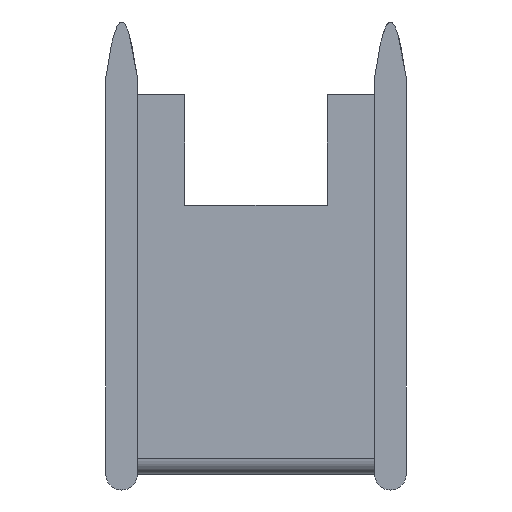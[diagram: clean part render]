
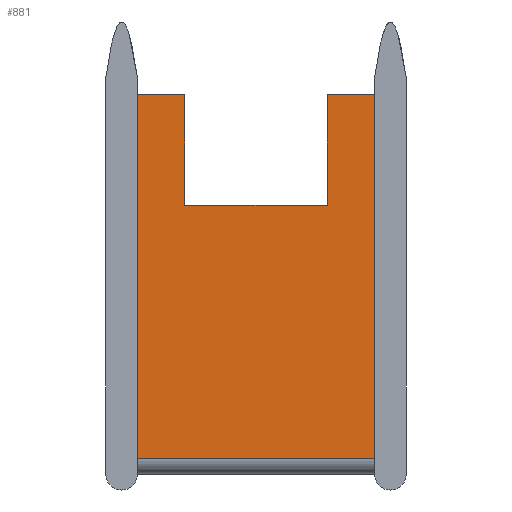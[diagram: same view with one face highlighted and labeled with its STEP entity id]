
A CAD part, front view. The second image highlights one B-rep face of the part: STEP entity #881.
In plain terms, the highlighted planar face has unit normal (0, -1, 0).
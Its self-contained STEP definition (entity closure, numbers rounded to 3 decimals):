
#7 = DIRECTION ( 'NONE',  ( 1., 0., 0. ) ) ;
#20 = ORIENTED_EDGE ( 'NONE', *, *, #1058, .F. ) ;
#49 = EDGE_LOOP ( 'NONE', ( #753, #812, #223, #20, #962, #286, #1015, #356 ) ) ;
#55 = EDGE_CURVE ( 'NONE', #642, #1074, #851, .T. ) ;
#59 = VECTOR ( 'NONE', #782, 1000. ) ;
#66 = VERTEX_POINT ( 'NONE', #594 ) ;
#70 = CARTESIAN_POINT ( 'NONE',  ( 0., 0., -1200. ) ) ;
#77 = LINE ( 'NONE', #269, #1098 ) ;
#92 = CARTESIAN_POINT ( 'NONE',  ( 600., 0., 0. ) ) ;
#93 = LINE ( 'NONE', #180, #59 ) ;
#108 = AXIS2_PLACEMENT_3D ( 'NONE', #70, #158, #1130 ) ;
#132 = VERTEX_POINT ( 'NONE', #865 ) ;
#134 = LINE ( 'NONE', #292, #957 ) ;
#146 = EDGE_CURVE ( 'NONE', #262, #66, #93, .T. ) ;
#158 = DIRECTION ( 'NONE',  ( 0., -1., 0. ) ) ;
#166 = EDGE_CURVE ( 'NONE', #132, #642, #429, .T. ) ;
#180 = CARTESIAN_POINT ( 'NONE',  ( 0., 0., -350. ) ) ;
#192 = LINE ( 'NONE', #633, #242 ) ;
#204 = VECTOR ( 'NONE', #7, 1000. ) ;
#223 = ORIENTED_EDGE ( 'NONE', *, *, #478, .F. ) ;
#240 = CARTESIAN_POINT ( 'NONE',  ( 750., 0., -1200. ) ) ;
#242 = VECTOR ( 'NONE', #534, 1000. ) ;
#262 = VERTEX_POINT ( 'NONE', #905 ) ;
#269 = CARTESIAN_POINT ( 'NONE',  ( 0., 0., 0. ) ) ;
#286 = ORIENTED_EDGE ( 'NONE', *, *, #166, .T. ) ;
#292 = CARTESIAN_POINT ( 'NONE',  ( 0., 0., 0. ) ) ;
#356 = ORIENTED_EDGE ( 'NONE', *, *, #360, .F. ) ;
#360 = EDGE_CURVE ( 'NONE', #661, #1074, #134, .T. ) ;
#411 = VECTOR ( 'NONE', #665, 1000. ) ;
#429 = LINE ( 'NONE', #440, #204 ) ;
#440 = CARTESIAN_POINT ( 'NONE',  ( 0., 0., -1150. ) ) ;
#465 = CARTESIAN_POINT ( 'NONE',  ( 600., 0., -1200. ) ) ;
#478 = EDGE_CURVE ( 'NONE', #483, #262, #573, .T. ) ;
#483 = VERTEX_POINT ( 'NONE', #1104 ) ;
#502 = DIRECTION ( 'NONE',  ( 0., 0., 1. ) ) ;
#534 = DIRECTION ( 'NONE',  ( 0., 0., 1. ) ) ;
#573 = LINE ( 'NONE', #755, #411 ) ;
#583 = VERTEX_POINT ( 'NONE', #808 ) ;
#594 = CARTESIAN_POINT ( 'NONE',  ( 600., 0., -350. ) ) ;
#605 = DIRECTION ( 'NONE',  ( 1., 0., 0. ) ) ;
#620 = EDGE_CURVE ( 'NONE', #132, #583, #192, .T. ) ;
#633 = CARTESIAN_POINT ( 'NONE',  ( 0., 0., -1200. ) ) ;
#642 = VERTEX_POINT ( 'NONE', #952 ) ;
#661 = VERTEX_POINT ( 'NONE', #92 ) ;
#665 = DIRECTION ( 'NONE',  ( 0., 0., -1. ) ) ;
#750 = EDGE_CURVE ( 'NONE', #66, #661, #1023, .T. ) ;
#753 = ORIENTED_EDGE ( 'NONE', *, *, #750, .F. ) ;
#755 = CARTESIAN_POINT ( 'NONE',  ( 150., 0., -1200. ) ) ;
#782 = DIRECTION ( 'NONE',  ( 1., 0., 0. ) ) ;
#788 = PLANE ( 'NONE',  #108 ) ;
#807 = VECTOR ( 'NONE', #826, 1000. ) ;
#808 = CARTESIAN_POINT ( 'NONE',  ( 0., 0., 0. ) ) ;
#812 = ORIENTED_EDGE ( 'NONE', *, *, #146, .F. ) ;
#823 = DIRECTION ( 'NONE',  ( 1., 0., 0. ) ) ;
#826 = DIRECTION ( 'NONE',  ( 0., 0., 1. ) ) ;
#851 = LINE ( 'NONE', #240, #1103 ) ;
#865 = CARTESIAN_POINT ( 'NONE',  ( 0., 0., -1150. ) ) ;
#881 = ADVANCED_FACE ( 'NONE', ( #1115 ), #788, .T. ) ;
#905 = CARTESIAN_POINT ( 'NONE',  ( 150., 0., -350. ) ) ;
#952 = CARTESIAN_POINT ( 'NONE',  ( 750., 0., -1150. ) ) ;
#957 = VECTOR ( 'NONE', #823, 1000. ) ;
#962 = ORIENTED_EDGE ( 'NONE', *, *, #620, .F. ) ;
#1015 = ORIENTED_EDGE ( 'NONE', *, *, #55, .T. ) ;
#1023 = LINE ( 'NONE', #465, #807 ) ;
#1042 = CARTESIAN_POINT ( 'NONE',  ( 750., 0., 0. ) ) ;
#1058 = EDGE_CURVE ( 'NONE', #583, #483, #77, .T. ) ;
#1074 = VERTEX_POINT ( 'NONE', #1042 ) ;
#1098 = VECTOR ( 'NONE', #605, 1000. ) ;
#1103 = VECTOR ( 'NONE', #502, 1000. ) ;
#1104 = CARTESIAN_POINT ( 'NONE',  ( 150., 0., 0. ) ) ;
#1115 = FACE_OUTER_BOUND ( 'NONE', #49, .T. ) ;
#1130 = DIRECTION ( 'NONE',  ( 0., 0., -1. ) ) ;
